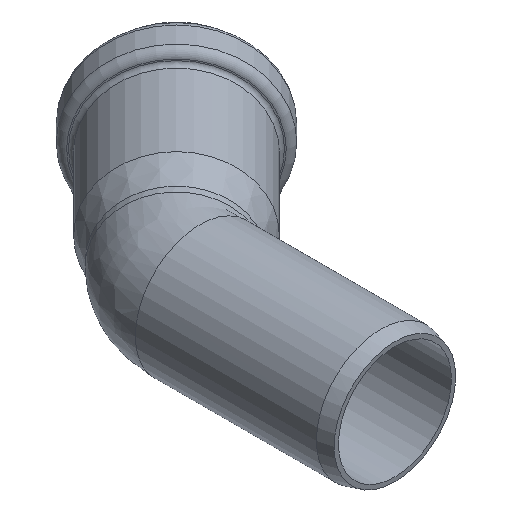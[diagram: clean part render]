
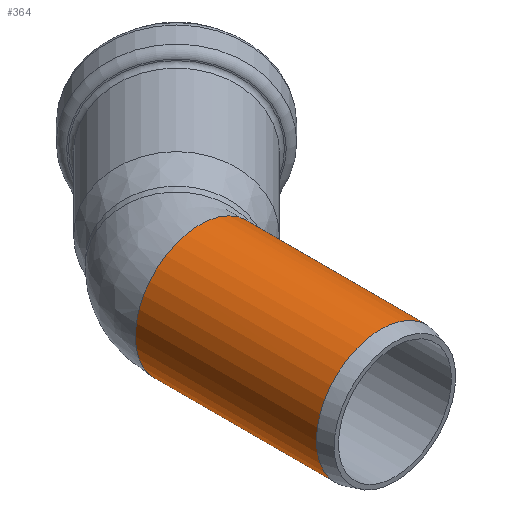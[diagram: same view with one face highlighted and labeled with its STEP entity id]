
A CAD part, isometric view. The second image highlights one B-rep face of the part: STEP entity #364.
In plain terms, the highlighted cylindrical face has radius 16.1 mm (diameter 32.2 mm), a full revolution.
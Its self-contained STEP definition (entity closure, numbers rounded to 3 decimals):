
#28=CYLINDRICAL_SURFACE('',#404,16.1);
#41=ELLIPSE('',#400,17.589,16.1);
#47=FACE_BOUND('',#116,.T.);
#80=FACE_OUTER_BOUND('',#115,.T.);
#115=EDGE_LOOP('',(#290));
#116=EDGE_LOOP('',(#291,#292));
#176=CIRCLE('',#398,16.1);
#178=CIRCLE('',#402,16.1);
#209=VERTEX_POINT('',#599);
#211=VERTEX_POINT('',#627);
#213=VERTEX_POINT('',#636);
#243=EDGE_CURVE('',#209,#209,#176,.T.);
#246=EDGE_CURVE('',#211,#213,#41,.T.);
#249=EDGE_CURVE('',#213,#211,#178,.T.);
#290=ORIENTED_EDGE('',*,*,#243,.T.);
#291=ORIENTED_EDGE('',*,*,#246,.F.);
#292=ORIENTED_EDGE('',*,*,#249,.F.);
#364=ADVANCED_FACE('',(#80,#47),#28,.T.);
#398=AXIS2_PLACEMENT_3D('',#600,#467,#468);
#400=AXIS2_PLACEMENT_3D('',#637,#471,#472);
#402=AXIS2_PLACEMENT_3D('',#674,#475,#476);
#404=AXIS2_PLACEMENT_3D('',#676,#479,#480);
#467=DIRECTION('center_axis',(0.,1.,0.));
#468=DIRECTION('ref_axis',(1.,0.,0.));
#471=DIRECTION('center_axis',(0.403,0.915,0.));
#472=DIRECTION('ref_axis',(0.915,-0.403,0.));
#475=DIRECTION('center_axis',(0.,1.,0.));
#476=DIRECTION('ref_axis',(1.,0.,0.));
#479=DIRECTION('center_axis',(0.,1.,0.));
#480=DIRECTION('ref_axis',(1.,0.,0.));
#599=CARTESIAN_POINT('',(-16.1,3.5,0.));
#600=CARTESIAN_POINT('Origin',(0.,3.5,0.));
#627=CARTESIAN_POINT('',(13.275,48.66,9.109));
#636=CARTESIAN_POINT('',(13.275,48.66,-9.109));
#637=CARTESIAN_POINT('Origin',(0.,54.5,0.));
#674=CARTESIAN_POINT('Origin',(0.,48.66,0.));
#676=CARTESIAN_POINT('Origin',(0.,0.,0.));
